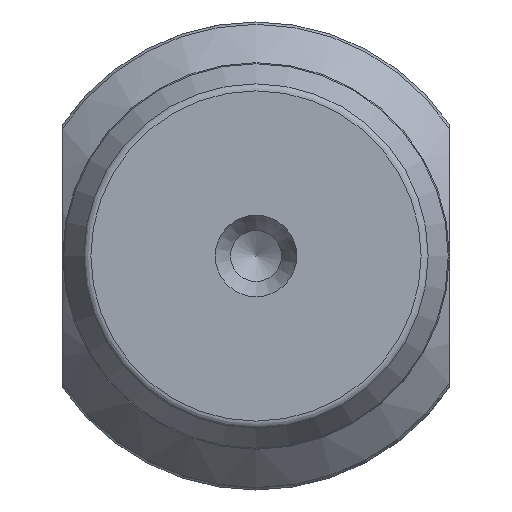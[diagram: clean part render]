
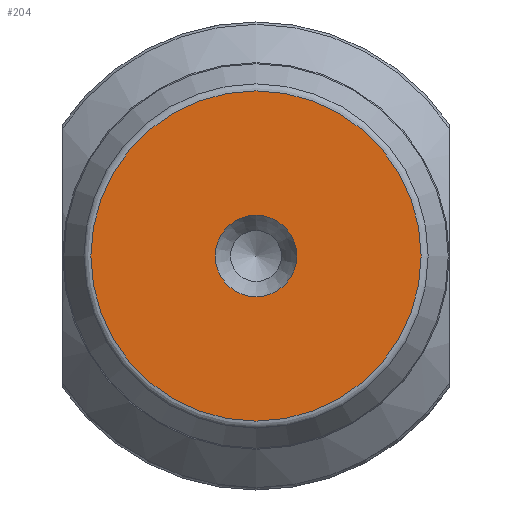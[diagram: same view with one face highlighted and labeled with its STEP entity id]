
A CAD part, left-side view. The second image highlights one B-rep face of the part: STEP entity #204.
In plain terms, the highlighted planar face has unit normal (-1, 0, 0).
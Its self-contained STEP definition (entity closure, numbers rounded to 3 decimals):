
#72=FACE_BOUND('',#292,.T.);
#73=FACE_BOUND('',#293,.T.);
#204=ADVANCED_FACE('',(#72,#73),#235,.F.);
#235=PLANE('',#758);
#292=EDGE_LOOP('',(#436));
#293=EDGE_LOOP('',(#437));
#436=ORIENTED_EDGE('',*,*,#625,.T.);
#437=ORIENTED_EDGE('',*,*,#624,.F.);
#550=VERTEX_POINT('',#1231);
#551=VERTEX_POINT('',#1234);
#624=EDGE_CURVE('',#550,#550,#674,.T.);
#625=EDGE_CURVE('',#551,#551,#675,.T.);
#674=CIRCLE('',#755,8.114);
#675=CIRCLE('',#757,2.);
#755=AXIS2_PLACEMENT_3D('',#1230,#913,#914);
#757=AXIS2_PLACEMENT_3D('',#1233,#917,#918);
#758=AXIS2_PLACEMENT_3D('',#1235,#919,#920);
#913=DIRECTION('',(1.,0.,0.));
#914=DIRECTION('',(0.,0.,-1.));
#917=DIRECTION('',(1.,0.,0.));
#918=DIRECTION('',(0.,0.,-1.));
#919=DIRECTION('',(1.,0.,0.));
#920=DIRECTION('',(0.,0.,-1.));
#1230=CARTESIAN_POINT('',(0.,0.,0.));
#1231=CARTESIAN_POINT('',(0.,0.,-8.114));
#1233=CARTESIAN_POINT('',(0.,0.,0.));
#1234=CARTESIAN_POINT('',(0.,0.,-2.));
#1235=CARTESIAN_POINT('',(0.,0.,0.));
